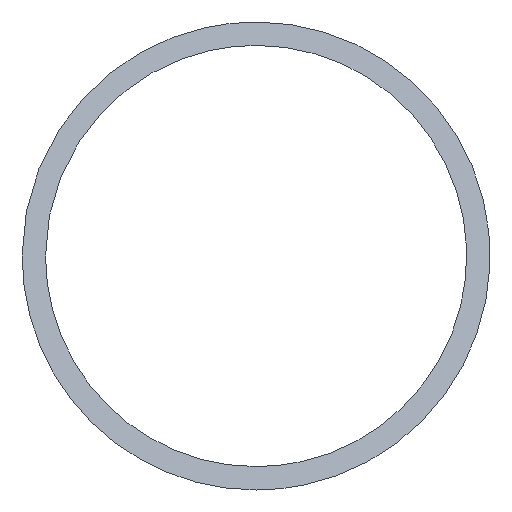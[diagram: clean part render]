
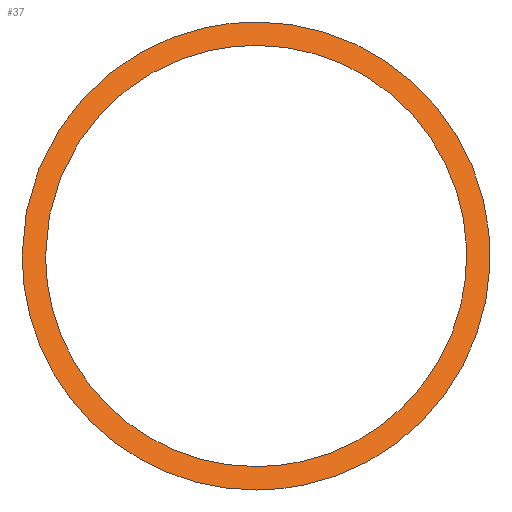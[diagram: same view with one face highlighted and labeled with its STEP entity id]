
A CAD part, front view. The second image highlights one B-rep face of the part: STEP entity #37.
In plain terms, the highlighted planar face has unit normal (0, -0.85, 0.527).
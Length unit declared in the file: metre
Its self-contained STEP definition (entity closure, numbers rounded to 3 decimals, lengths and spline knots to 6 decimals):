
#37=ADVANCED_FACE('0:30',(#70,#71),#72,.T.);
#70=FACE_OUTER_BOUND('',#98,.T.);
#71=FACE_BOUND('',#99,.T.);
#72=PLANE('',#100);
#98=EDGE_LOOP('',(#137,#138,#139));
#99=EDGE_LOOP('',(#140,#141,#142));
#100=AXIS2_PLACEMENT_3D('',#143,#144,#145);
#137=ORIENTED_EDGE('',*,*,#178,.F.);
#138=ORIENTED_EDGE('',*,*,#177,.F.);
#139=ORIENTED_EDGE('',*,*,#180,.F.);
#140=ORIENTED_EDGE('',*,*,#183,.T.);
#141=ORIENTED_EDGE('',*,*,#169,.T.);
#142=ORIENTED_EDGE('',*,*,#184,.T.);
#143=CARTESIAN_POINT('',(-0.76,-0.18,0.));
#144=DIRECTION('',(0.0,-0.85,0.527));
#145=DIRECTION('',(-1.0,0.0,0.0));
#169=EDGE_CURVE('',#194,#191,#195,.T.);
#177=EDGE_CURVE('',#207,#209,#210,.T.);
#178=EDGE_CURVE('0:42',#209,#201,#211,.T.);
#180=EDGE_CURVE('',#201,#207,#213,.T.);
#183=EDGE_CURVE('0:45',#216,#194,#217,.T.);
#184=EDGE_CURVE('',#191,#216,#218,.T.);
#191=VERTEX_POINT('',#226);
#194=VERTEX_POINT('',#230);
#195=ELLIPSE('',#231,0.01589,0.0135);
#201=VERTEX_POINT('',#238);
#207=VERTEX_POINT('',#245);
#209=VERTEX_POINT('',#248);
#210=ELLIPSE('',#249,0.017656,0.015);
#211=ELLIPSE('',#250,0.017656,0.015);
#213=ELLIPSE('',#252,0.017656,0.015);
#216=VERTEX_POINT('',#255);
#217=ELLIPSE('',#256,0.01589,0.0135);
#218=ELLIPSE('',#257,0.01589,0.0135);
#226=CARTESIAN_POINT('',(-0.76,-0.188381,-0.0135));
#230=CARTESIAN_POINT('',(-0.76,-0.171619,0.0135));
#231=AXIS2_PLACEMENT_3D('',#265,#266,#267);
#238=CARTESIAN_POINT('',(-0.76,-0.170687,0.015));
#245=CARTESIAN_POINT('',(-0.76,-0.189313,-0.015));
#248=CARTESIAN_POINT('',(-0.775,-0.18,0.));
#249=AXIS2_PLACEMENT_3D('',#280,#281,#282);
#250=AXIS2_PLACEMENT_3D('',#283,#284,#285);
#252=AXIS2_PLACEMENT_3D('',#286,#287,#288);
#255=CARTESIAN_POINT('',(-0.7735,-0.18,0.));
#256=AXIS2_PLACEMENT_3D('',#292,#293,#294);
#257=AXIS2_PLACEMENT_3D('',#295,#296,#297);
#265=CARTESIAN_POINT('',(-0.76,-0.18,0.));
#266=DIRECTION('',(0.,0.85,-0.527));
#267=DIRECTION('',(0.,0.527,0.85));
#280=CARTESIAN_POINT('',(-0.76,-0.18,0.));
#281=DIRECTION('',(0.,0.85,-0.527));
#282=DIRECTION('',(0.,0.527,0.85));
#283=CARTESIAN_POINT('',(-0.76,-0.18,0.));
#284=DIRECTION('',(0.,0.85,-0.527));
#285=DIRECTION('',(0.,0.527,0.85));
#286=CARTESIAN_POINT('',(-0.76,-0.18,0.));
#287=DIRECTION('',(0.,0.85,-0.527));
#288=DIRECTION('',(0.,0.527,0.85));
#292=CARTESIAN_POINT('',(-0.76,-0.18,0.));
#293=DIRECTION('',(0.,0.85,-0.527));
#294=DIRECTION('',(0.,0.527,0.85));
#295=CARTESIAN_POINT('',(-0.76,-0.18,0.));
#296=DIRECTION('',(0.,0.85,-0.527));
#297=DIRECTION('',(0.,0.527,0.85));
